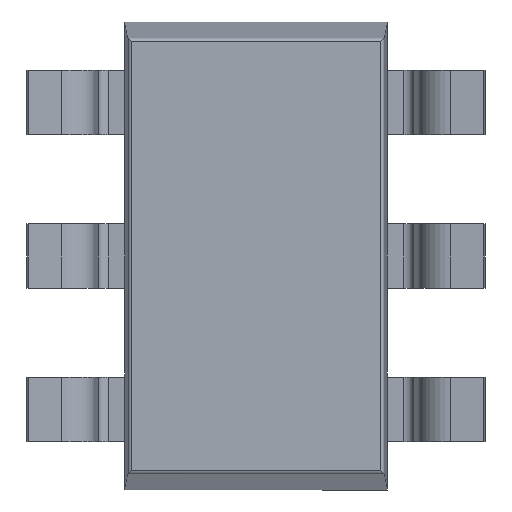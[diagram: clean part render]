
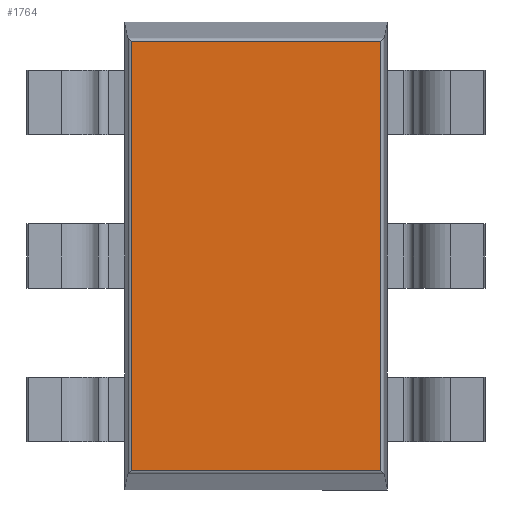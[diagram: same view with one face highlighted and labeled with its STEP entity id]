
A CAD part, front view. The second image highlights one B-rep face of the part: STEP entity #1764.
In plain terms, the highlighted planar face has unit normal (0, -1, 0).
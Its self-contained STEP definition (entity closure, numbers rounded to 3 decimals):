
#33 = VERTEX_POINT ( 'NONE', #2858 ) ;
#67 = VERTEX_POINT ( 'NONE', #2576 ) ;
#281 = VERTEX_POINT ( 'NONE', #1429 ) ;
#307 = ORIENTED_EDGE ( 'NONE', *, *, #2266, .T. ) ;
#309 = VECTOR ( 'NONE', #1858, 1000. ) ;
#514 = LINE ( 'NONE', #3171, #3059 ) ;
#633 = LINE ( 'NONE', #1465, #926 ) ;
#742 = CARTESIAN_POINT ( 'NONE',  ( 1.625, 0., 0. ) ) ;
#799 = DIRECTION ( 'NONE',  ( 0., 0., 1. ) ) ;
#803 = EDGE_LOOP ( 'NONE', ( #1358, #831, #307, #2076 ) ) ;
#815 = LINE ( 'NONE', #2388, #309 ) ;
#830 = VERTEX_POINT ( 'NONE', #1932 ) ;
#831 = ORIENTED_EDGE ( 'NONE', *, *, #2754, .T. ) ;
#842 = EDGE_CURVE ( 'NONE', #830, #33, #514, .T. ) ;
#926 = VECTOR ( 'NONE', #1229, 1000. ) ;
#1014 = DIRECTION ( 'NONE',  ( 0., 0., -1. ) ) ;
#1057 = PLANE ( 'NONE',  #1999 ) ;
#1229 = DIRECTION ( 'NONE',  ( 0., 0., -1. ) ) ;
#1302 = EDGE_CURVE ( 'NONE', #33, #281, #815, .T. ) ;
#1358 = ORIENTED_EDGE ( 'NONE', *, *, #1302, .T. ) ;
#1429 = CARTESIAN_POINT ( 'NONE',  ( 0.04, 0., -0.12 ) ) ;
#1465 = CARTESIAN_POINT ( 'NONE',  ( 0.04, 0., 0. ) ) ;
#1514 = DIRECTION ( 'NONE',  ( 1., 0., 0. ) ) ;
#1541 = FACE_OUTER_BOUND ( 'NONE', #803, .T. ) ;
#1764 = ADVANCED_FACE ( 'NONE', ( #1541 ), #1057, .T. ) ;
#1797 = LINE ( 'NONE', #2867, #2194 ) ;
#1858 = DIRECTION ( 'NONE',  ( -1., 0., 0. ) ) ;
#1932 = CARTESIAN_POINT ( 'NONE',  ( 1.585, 0., -2.78 ) ) ;
#1999 = AXIS2_PLACEMENT_3D ( 'NONE', #742, #2911, #1014 ) ;
#2076 = ORIENTED_EDGE ( 'NONE', *, *, #842, .T. ) ;
#2194 = VECTOR ( 'NONE', #1514, 1000. ) ;
#2266 = EDGE_CURVE ( 'NONE', #67, #830, #1797, .T. ) ;
#2388 = CARTESIAN_POINT ( 'NONE',  ( 1.625, 0., -0.12 ) ) ;
#2576 = CARTESIAN_POINT ( 'NONE',  ( 0.04, 0., -2.78 ) ) ;
#2754 = EDGE_CURVE ( 'NONE', #281, #67, #633, .T. ) ;
#2858 = CARTESIAN_POINT ( 'NONE',  ( 1.585, 0., -0.12 ) ) ;
#2867 = CARTESIAN_POINT ( 'NONE',  ( 1.625, 0., -2.78 ) ) ;
#2911 = DIRECTION ( 'NONE',  ( 0., -1., 0. ) ) ;
#3059 = VECTOR ( 'NONE', #799, 1000. ) ;
#3171 = CARTESIAN_POINT ( 'NONE',  ( 1.585, 0., 0. ) ) ;
